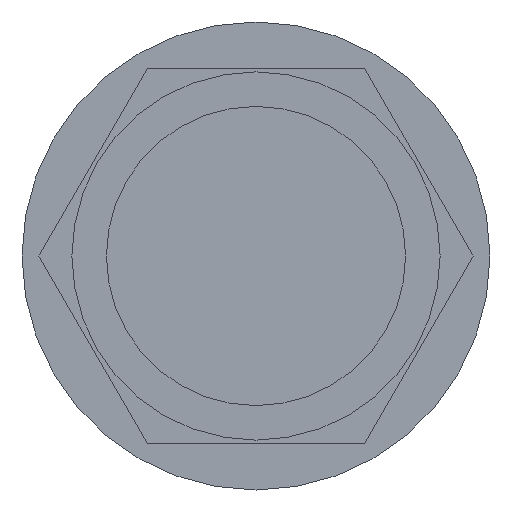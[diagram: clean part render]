
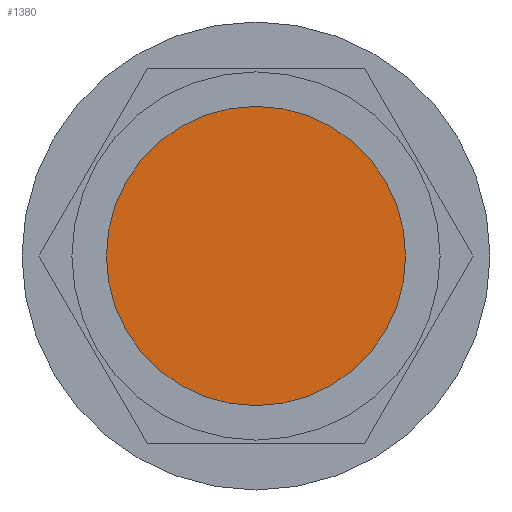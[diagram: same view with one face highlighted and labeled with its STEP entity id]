
A CAD part, left-side view. The second image highlights one B-rep face of the part: STEP entity #1380.
In plain terms, the highlighted face is planar.
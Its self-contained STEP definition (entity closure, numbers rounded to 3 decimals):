
#1180=CARTESIAN_POINT('',(-14687.816,8378.382,
-6062.472));
#1190=DIRECTION('',(1.,0.,0.));
#1200=DIRECTION('',(0.,-1.,0.));
#1210=AXIS2_PLACEMENT_3D('',#1180,#1190,#1200);
#1220=PLANE('',#1210);
#1230=CARTESIAN_POINT('',(-14687.816,2315.91,
0.));
#1240=DIRECTION('',(-1.,-0.,-0.));
#1250=DIRECTION('',(0.,-1.,0.));
#1260=AXIS2_PLACEMENT_3D('',#1230,#1240,#1250);
#1270=CIRCLE('',#1260,19.5);
#1280=CARTESIAN_POINT('',(-14687.816,2296.41,
0.));
#1290=VERTEX_POINT('',#1280);
#1300=CARTESIAN_POINT('',(-14687.816,2335.41,
0.));
#1310=VERTEX_POINT('',#1300);
#1320=EDGE_CURVE('',#1290,#1310,#1270,.T.);
#1330=ORIENTED_EDGE('',*,*,#1320,.F.);
#1340=EDGE_CURVE('',#1310,#1290,#1270,.T.);
#1350=ORIENTED_EDGE('',*,*,#1340,.F.);
#1360=EDGE_LOOP('',(#1350,#1330));
#1370=FACE_OUTER_BOUND('',#1360,.T.);
#1380=ADVANCED_FACE('',(#1370),#1220,.T.);
